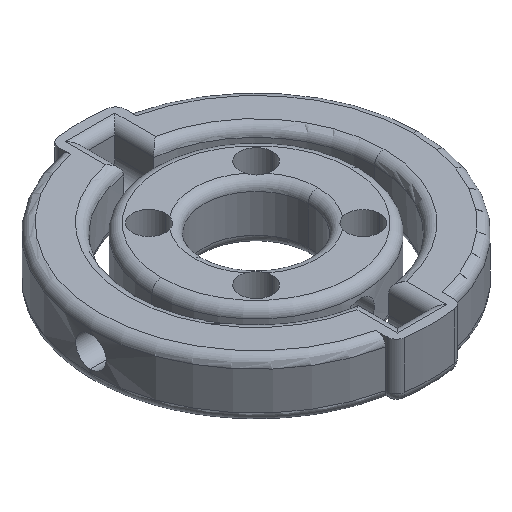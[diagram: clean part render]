
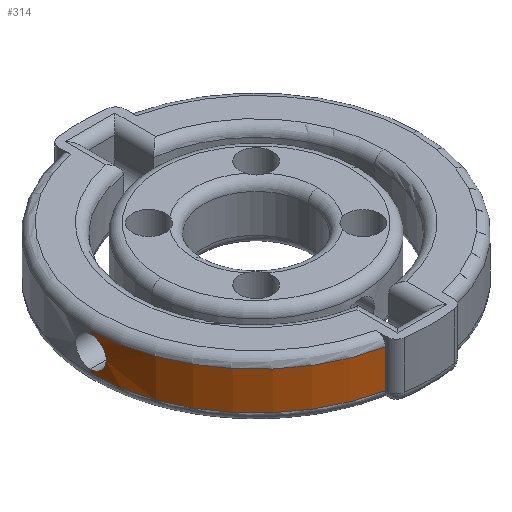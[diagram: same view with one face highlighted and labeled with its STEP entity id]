
A CAD part, isometric view. The second image highlights one B-rep face of the part: STEP entity #314.
In plain terms, the highlighted cylindrical face has radius 17.5 mm (diameter 35 mm), a partial arc.
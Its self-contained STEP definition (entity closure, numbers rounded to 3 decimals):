
#13 = CARTESIAN_POINT ( 'NONE',  ( -17.5, -0.104, 1.4 ) ) ;
#15 = EDGE_CURVE ( 'NONE', #1145, #1077, #1370, .T. ) ;
#199 = FACE_OUTER_BOUND ( 'NONE', #1516, .T. ) ;
#230 = CARTESIAN_POINT ( 'NONE',  ( -17.493, -0.516, 4.518 ) ) ;
#242 = CARTESIAN_POINT ( 'NONE',  ( -17.441, -1.438, 2.291 ) ) ;
#245 = CARTESIAN_POINT ( 'NONE',  ( -3.5, -17.146, 1. ) ) ;
#259 = DIRECTION ( 'NONE',  ( -1., 0., 0. ) ) ;
#313 = DIRECTION ( 'NONE',  ( 0., 0., -1. ) ) ;
#314 = ADVANCED_FACE ( 'NONE', ( #199 ), #1402, .T. ) ;
#408 = CIRCLE ( 'NONE', #1246, 17.5 ) ;
#441 = VERTEX_POINT ( 'NONE', #455 ) ;
#455 = CARTESIAN_POINT ( 'NONE',  ( -17.5, 0., 1.4 ) ) ;
#478 = CARTESIAN_POINT ( 'NONE',  ( -17.482, -0.802, 4.389 ) ) ;
#488 = CARTESIAN_POINT ( 'NONE',  ( -3.5, -17.146, 5. ) ) ;
#489 = CARTESIAN_POINT ( 'NONE',  ( -17.454, -1.272, 2.024 ) ) ;
#506 = CARTESIAN_POINT ( 'NONE',  ( 0., 0., 6. ) ) ;
#507 = CARTESIAN_POINT ( 'NONE',  ( 0., 0., 5. ) ) ;
#548 = ORIENTED_EDGE ( 'NONE', *, *, #1789, .F. ) ;
#714 = CARTESIAN_POINT ( 'NONE',  ( -17.468, -1.058, 4.205 ) ) ;
#725 = CARTESIAN_POINT ( 'NONE',  ( -17.5, 0., 5. ) ) ;
#728 = CARTESIAN_POINT ( 'NONE',  ( -17.468, -1.057, 1.794 ) ) ;
#748 = DIRECTION ( 'NONE',  ( 1., 0., 0. ) ) ;
#826 = ORIENTED_EDGE ( 'NONE', *, *, #15, .T. ) ;
#930 = VECTOR ( 'NONE', #2584, 1000. ) ;
#950 = CARTESIAN_POINT ( 'NONE',  ( -17.444, -1.398, 3.805 ) ) ;
#962 = CARTESIAN_POINT ( 'NONE',  ( -17.482, -0.803, 1.612 ) ) ;
#986 = AXIS2_PLACEMENT_3D ( 'NONE', #2098, #2579, #2336 ) ;
#1077 = VERTEX_POINT ( 'NONE', #245 ) ;
#1129 = VECTOR ( 'NONE', #1362, 1000. ) ;
#1145 = VERTEX_POINT ( 'NONE', #2664 ) ;
#1179 = CARTESIAN_POINT ( 'NONE',  ( -17.5, 0., 4.6 ) ) ;
#1194 = CARTESIAN_POINT ( 'NONE',  ( -17.5, -0.106, 4.6 ) ) ;
#1205 = CARTESIAN_POINT ( 'NONE',  ( -17.427, -1.6, 3.209 ) ) ;
#1217 = CARTESIAN_POINT ( 'NONE',  ( -17.493, -0.515, 1.482 ) ) ;
#1219 = LINE ( 'NONE', #1594, #1129 ) ;
#1246 = AXIS2_PLACEMENT_3D ( 'NONE', #507, #2208, #748 ) ;
#1315 = LINE ( 'NONE', #1757, #2619 ) ;
#1356 = EDGE_CURVE ( 'NONE', #441, #1145, #2242, .T. ) ;
#1362 = DIRECTION ( 'NONE',  ( 0., 0., -1. ) ) ;
#1370 = CIRCLE ( 'NONE', #986, 17.5 ) ;
#1402 = CYLINDRICAL_SURFACE ( 'NONE', #2408, 17.5 ) ;
#1440 = CARTESIAN_POINT ( 'NONE',  ( -17.428, -1.59, 2.79 ) ) ;
#1452 = CARTESIAN_POINT ( 'NONE',  ( -17.499, -0.211, 1.41 ) ) ;
#1510 = ORIENTED_EDGE ( 'NONE', *, *, #2200, .T. ) ;
#1516 = EDGE_LOOP ( 'NONE', ( #1510, #1750, #2607, #2846, #826, #548 ) ) ;
#1594 = CARTESIAN_POINT ( 'NONE',  ( -17.5, 0., 6. ) ) ;
#1676 = CARTESIAN_POINT ( 'NONE',  ( -17.495, -0.414, 4.549 ) ) ;
#1689 = CARTESIAN_POINT ( 'NONE',  ( -17.434, -1.518, 2.485 ) ) ;
#1703 = CARTESIAN_POINT ( 'NONE',  ( -17.5, 0., 1.4 ) ) ;
#1750 = ORIENTED_EDGE ( 'NONE', *, *, #2737, .T. ) ;
#1757 = CARTESIAN_POINT ( 'NONE',  ( -3.5, -17.146, 6. ) ) ;
#1789 = EDGE_CURVE ( 'NONE', #2110, #1077, #1315, .T. ) ;
#1877 = CARTESIAN_POINT ( 'NONE',  ( -17.5, 0., 4.6 ) ) ;
#1929 = CARTESIAN_POINT ( 'NONE',  ( -17.486, -0.71, 4.438 ) ) ;
#1941 = CARTESIAN_POINT ( 'NONE',  ( -17.445, -1.388, 2.198 ) ) ;
#2083 = B_SPLINE_CURVE_WITH_KNOTS ( 'NONE', 3,
 ( #1179, #1194, #3152, #1676, #230, #1929, #478, #2180, #714, #2433, #950, #2671, #1205, #2930, #1440, #3162, #1689, #242, #1941, #489, #2192, #728, #2442, #962, #2683, #1217, #2939, #1452, #13, #1703 ),
 .UNSPECIFIED., .F., .F.,
 ( 4, 2, 2, 2, 2, 2, 2, 2, 2, 2, 2, 2, 2, 2, 4 ),
 ( 0., 0., 0.001, 0.001, 0.001, 0.002, 0.003, 0.003, 0.003, 0.003, 0.004, 0.004, 0.004, 0.005, 0.005 ),
 .UNSPECIFIED. ) ;
#2098 = CARTESIAN_POINT ( 'NONE',  ( 0., 0., 1. ) ) ;
#2110 = VERTEX_POINT ( 'NONE', #488 ) ;
#2134 = VERTEX_POINT ( 'NONE', #725 ) ;
#2180 = CARTESIAN_POINT ( 'NONE',  ( -17.473, -0.976, 4.272 ) ) ;
#2192 = CARTESIAN_POINT ( 'NONE',  ( -17.459, -1.206, 1.944 ) ) ;
#2200 = EDGE_CURVE ( 'NONE', #2110, #2134, #408, .T. ) ;
#2208 = DIRECTION ( 'NONE',  ( 0., 0., -1. ) ) ;
#2242 = LINE ( 'NONE', #2343, #930 ) ;
#2336 = DIRECTION ( 'NONE',  ( 1., 0., 0. ) ) ;
#2343 = CARTESIAN_POINT ( 'NONE',  ( -17.5, 0., 6. ) ) ;
#2352 = EDGE_CURVE ( 'NONE', #3111, #441, #2083, .T. ) ;
#2408 = AXIS2_PLACEMENT_3D ( 'NONE', #506, #2416, #259 ) ;
#2416 = DIRECTION ( 'NONE',  ( 0., 0., -1. ) ) ;
#2433 = CARTESIAN_POINT ( 'NONE',  ( -17.454, -1.279, 3.984 ) ) ;
#2442 = CARTESIAN_POINT ( 'NONE',  ( -17.473, -0.976, 1.728 ) ) ;
#2579 = DIRECTION ( 'NONE',  ( 0., 0., 1. ) ) ;
#2584 = DIRECTION ( 'NONE',  ( 0., 0., -1. ) ) ;
#2607 = ORIENTED_EDGE ( 'NONE', *, *, #2352, .T. ) ;
#2619 = VECTOR ( 'NONE', #313, 1000. ) ;
#2664 = CARTESIAN_POINT ( 'NONE',  ( -17.5, 0., 1. ) ) ;
#2671 = CARTESIAN_POINT ( 'NONE',  ( -17.431, -1.558, 3.42 ) ) ;
#2683 = CARTESIAN_POINT ( 'NONE',  ( -17.486, -0.709, 1.562 ) ) ;
#2737 = EDGE_CURVE ( 'NONE', #2134, #3111, #1219, .T. ) ;
#2846 = ORIENTED_EDGE ( 'NONE', *, *, #1356, .T. ) ;
#2930 = CARTESIAN_POINT ( 'NONE',  ( -17.427, -1.6, 2.896 ) ) ;
#2939 = CARTESIAN_POINT ( 'NONE',  ( -17.495, -0.416, 1.451 ) ) ;
#3111 = VERTEX_POINT ( 'NONE', #1877 ) ;
#3152 = CARTESIAN_POINT ( 'NONE',  ( -17.499, -0.21, 4.59 ) ) ;
#3162 = CARTESIAN_POINT ( 'NONE',  ( -17.431, -1.549, 2.585 ) ) ;
